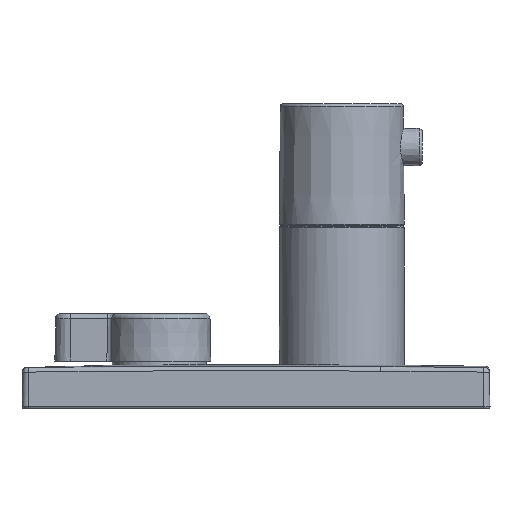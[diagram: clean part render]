
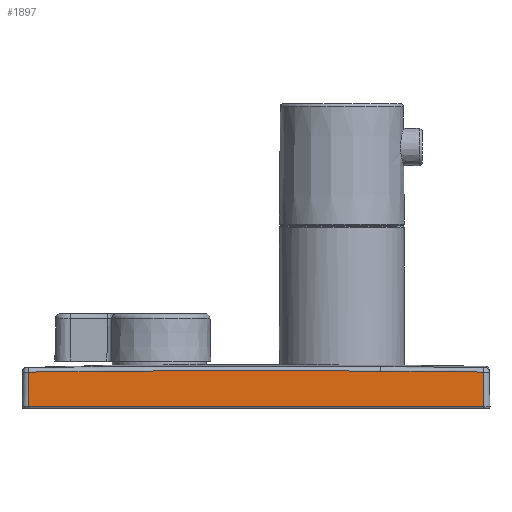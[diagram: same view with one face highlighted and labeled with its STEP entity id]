
A CAD part, left-side view. The second image highlights one B-rep face of the part: STEP entity #1897.
In plain terms, the highlighted planar face has unit normal (-1, 0, 0.018).
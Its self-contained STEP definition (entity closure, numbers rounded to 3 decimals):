
#131 = EDGE_CURVE ( 'NONE', #1177, #992, #890, .T. ) ;
#149 = CARTESIAN_POINT ( 'NONE',  ( -74.794, -56.061, 11.825 ) ) ;
#208 = CARTESIAN_POINT ( 'NONE',  ( -74.991, -72.991, 0.509 ) ) ;
#225 = FACE_OUTER_BOUND ( 'NONE', #2346, .T. ) ;
#232 = EDGE_CURVE ( 'NONE', #2902, #2598, #865, .T. ) ;
#273 = CARTESIAN_POINT ( 'NONE',  ( -74.991, 72.991, 0.509 ) ) ;
#277 = B_SPLINE_CURVE_WITH_KNOTS ( 'NONE', 1,
 ( #273, #1787 ),
 .UNSPECIFIED., .F., .F.,
 ( 2, 2 ),
 ( -9.494, 1.645 ),
 .UNSPECIFIED. ) ;
#387 = AXIS2_PLACEMENT_3D ( 'NONE', #2107, #2097, #2086 ) ;
#405 = CARTESIAN_POINT ( 'NONE',  ( -74.795, -66.626, 11.718 ) ) ;
#482 = CARTESIAN_POINT ( 'NONE',  ( -74.797, -72.797, 11.644 ) ) ;
#572 = AXIS2_PLACEMENT_3D ( 'NONE', #2320, #2314, #2312 ) ;
#788 = CARTESIAN_POINT ( 'NONE',  ( -74.797, -72.797, 11.644 ) ) ;
#799 = CARTESIAN_POINT ( 'NONE',  ( -74.991, -72.991, 0.509 ) ) ;
#865 = CIRCLE ( 'NONE', #572, 6045.856 ) ;
#890 = LINE ( 'NONE', #2360, #893 ) ;
#893 = VECTOR ( 'NONE', #2355, 1000. ) ;
#901 = CARTESIAN_POINT ( 'NONE',  ( -74.792, -41.374, 11.941 ) ) ;
#992 = VERTEX_POINT ( 'NONE', #1823 ) ;
#1156 = CARTESIAN_POINT ( 'NONE',  ( -74.791, -40.039, 11.95 ) ) ;
#1177 = VERTEX_POINT ( 'NONE', #208 ) ;
#1315 = EDGE_CURVE ( 'NONE', #1177, #1681, #1513, .T. ) ;
#1332 = CARTESIAN_POINT ( 'NONE',  ( -74.791, -40.039, 11.95 ) ) ;
#1405 = CARTESIAN_POINT ( 'NONE',  ( -74.792, -42.735, 11.932 ) ) ;
#1513 = B_SPLINE_CURVE_WITH_KNOTS ( 'NONE', 1,
 ( #799, #788 ),
 .UNSPECIFIED., .F., .F.,
 ( 2, 2 ),
 ( -9.494, 1.645 ),
 .UNSPECIFIED. ) ;
#1564 = ORIENTED_EDGE ( 'NONE', *, *, #2427, .F. ) ;
#1615 = ORIENTED_EDGE ( 'NONE', *, *, #131, .F. ) ;
#1617 = ORIENTED_EDGE ( 'NONE', *, *, #2801, .F. ) ;
#1648 = ORIENTED_EDGE ( 'NONE', *, *, #1315, .T. ) ;
#1665 = CARTESIAN_POINT ( 'NONE',  ( -74.793, -49.828, 11.879 ) ) ;
#1681 = VERTEX_POINT ( 'NONE', #482 ) ;
#1730 = CARTESIAN_POINT ( 'NONE',  ( -74.797, 72.797, 11.644 ) ) ;
#1787 = CARTESIAN_POINT ( 'NONE',  ( -74.797, 72.797, 11.644 ) ) ;
#1823 = CARTESIAN_POINT ( 'NONE',  ( -74.991, 72.991, 0.509 ) ) ;
#1897 = ADVANCED_FACE ( 'NONE', ( #225 ), #2290, .F. ) ;
#1923 = CARTESIAN_POINT ( 'NONE',  ( -74.794, -61.107, 11.777 ) ) ;
#2086 = DIRECTION ( 'NONE',  ( 0., -1., 0. ) ) ;
#2097 = DIRECTION ( 'NONE',  ( 1., 0., -0.017 ) ) ;
#2107 = CARTESIAN_POINT ( 'NONE',  ( -75., 0., 0. ) ) ;
#2170 = CARTESIAN_POINT ( 'NONE',  ( -74.797, -72.797, 11.644 ) ) ;
#2290 = PLANE ( 'NONE',  #387 ) ;
#2312 = DIRECTION ( 'NONE',  ( 0.017, 0., 1. ) ) ;
#2314 = DIRECTION ( 'NONE',  ( 1., 0., -0.017 ) ) ;
#2320 = CARTESIAN_POINT ( 'NONE',  ( -180.304, 0., -6032.853 ) ) ;
#2336 = B_SPLINE_CURVE_WITH_KNOTS ( 'NONE', 5,
 ( #1156, #901, #1405, #2932, #1665, #149, #1923, #405, #2170 ),
 .UNSPECIFIED., .F., .F.,
 ( 6, 3, 6 ),
 ( 8769.961, 9194.413, 10477.21 ),
 .UNSPECIFIED. ) ;
#2346 = EDGE_LOOP ( 'NONE', ( #1615, #1648, #1617, #2708, #1564 ) ) ;
#2355 = DIRECTION ( 'NONE',  ( 0., 1., 0. ) ) ;
#2360 = CARTESIAN_POINT ( 'NONE',  ( -74.991, 0., 0.509 ) ) ;
#2427 = EDGE_CURVE ( 'NONE', #992, #2902, #277, .T. ) ;
#2598 = VERTEX_POINT ( 'NONE', #1332 ) ;
#2708 = ORIENTED_EDGE ( 'NONE', *, *, #232, .F. ) ;
#2801 = EDGE_CURVE ( 'NONE', #2598, #1681, #2336, .T. ) ;
#2902 = VERTEX_POINT ( 'NONE', #1730 ) ;
#2932 = CARTESIAN_POINT ( 'NONE',  ( -74.792, -44.123, 11.922 ) ) ;
